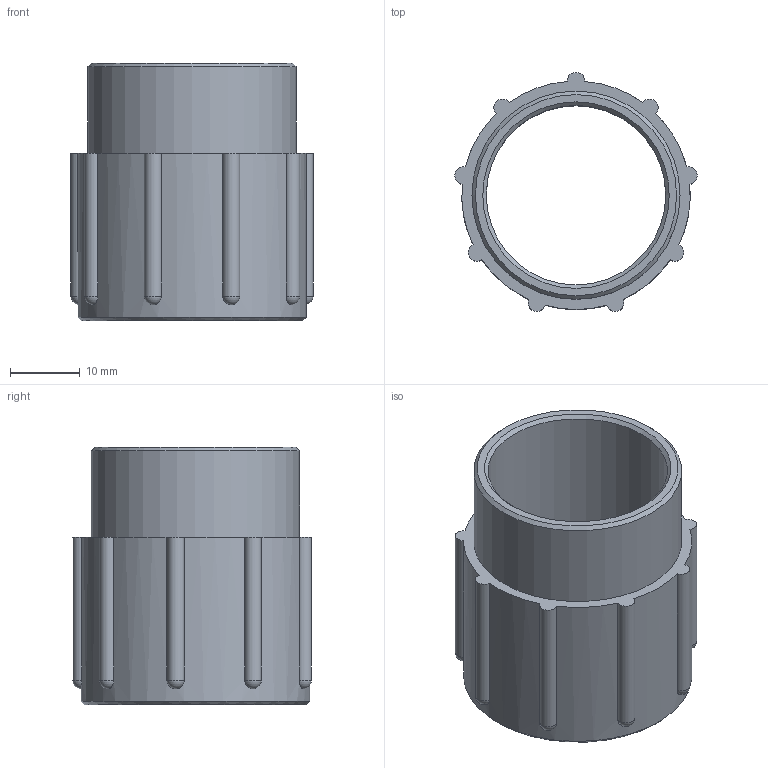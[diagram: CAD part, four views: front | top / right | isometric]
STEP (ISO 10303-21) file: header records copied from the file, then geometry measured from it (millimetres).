
FILE_DESCRIPTION(/* description */ (''),/* implementation_level */ '2;1');
FILE_NAME(/* name */ 'DLSA M.stp',/* time_stamp */ '2014-11-14T12:44:04+01:00',/* author */ ('sh'),/* organization */ (''),/* preprocessor_version */ 'ST-DEVELOPER v15.2',/* originating_system */ 'Autodesk Inventor 2014',/* authorisation */ '');
FILE_SCHEMA (('AUTOMOTIVE_DESIGN { 1 0 10303 214 3 1 1 }'));
Length unit declared in the file: millimetre
Products named in the file (1): DLSA M
Bounding box: 34.7 x 34.21 x 36.9 mm (x, y, z)
Volume: 10338.3 mm3; surface area: 7699.7 mm2
Topology: 1 solids, 1 shells, 32 faces, 95 edges, 59 vertices
Faces by surface type: cylinder 14, sphere 9, plane 5, cone 4
Full cylindrical faces by diameter (mm): 25.7 x2, 27.8 x1, 29.8 x1, 32.7 x1
Entity records: 1163 total; most frequent: CARTESIAN_POINT 365, DIRECTION 164, ORIENTED_EDGE 152, EDGE_CURVE 76, AXIS2_PLACEMENT_3D 73, VERTEX_POINT 58, EDGE_LOOP 46, CIRCLE 40
